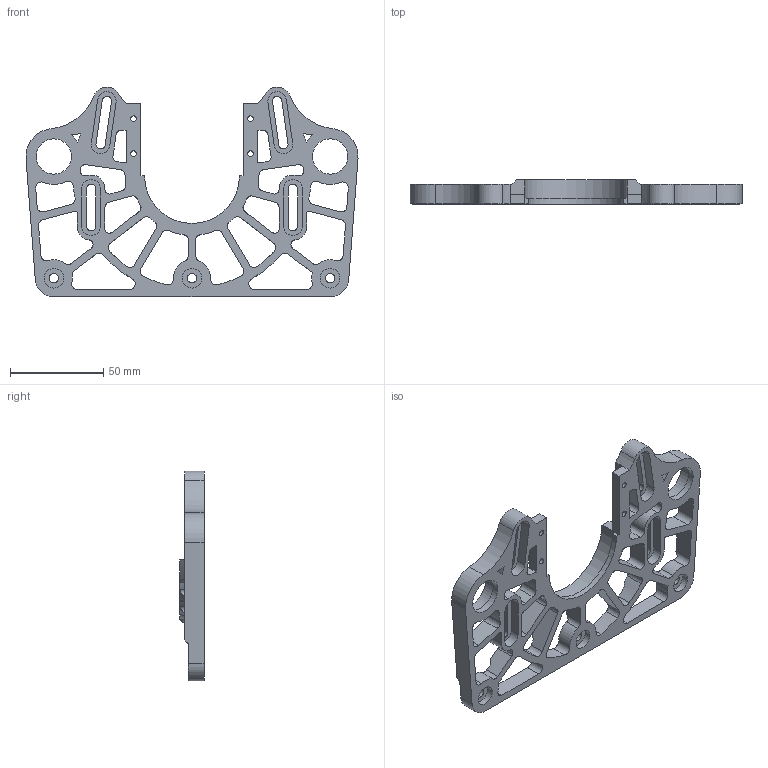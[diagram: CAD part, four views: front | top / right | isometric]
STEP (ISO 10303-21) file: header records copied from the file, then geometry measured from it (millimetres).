
FILE_DESCRIPTION(/* description */ (''),/* implementation_level */ '2;1');
FILE_NAME(/* name */ 'Back_plate.step',/* time_stamp */ '2023-01-29T16:07:43+01:00',/* author */ (''),/* organization */ (''),/* preprocessor_version */ 'ST-DEVELOPER v19.2',/* originating_system */ 'Autodesk Translation Framework v11.17.0.187',/* authorisation */ '');
FILE_SCHEMA (('AUTOMOTIVE_DESIGN { 1 0 10303 214 3 1 1 }'));
Length unit declared in the file: millimetre
Products named in the file (1): Back_plate
Bounding box: 178.45 x 13 x 112.73 mm (x, y, z)
Volume: 68517.7 mm3; surface area: 39038.2 mm2
Topology: 1 solids, 1 shells, 266 faces, 768 edges, 504 vertices
Faces by surface type: cylinder 150, plane 109, cone 7
Full cylindrical faces by diameter (mm): 3 x4, 5 x3, 10 x3, 10.5 x3, 19 x2, 22 x2
Entity records: 9072 total; most frequent: CARTESIAN_POINT 1671, DIRECTION 1594, ORIENTED_EDGE 1536, EDGE_CURVE 768, AXIS2_PLACEMENT_3D 583, VERTEX_POINT 504, LINE 428, VECTOR 428
